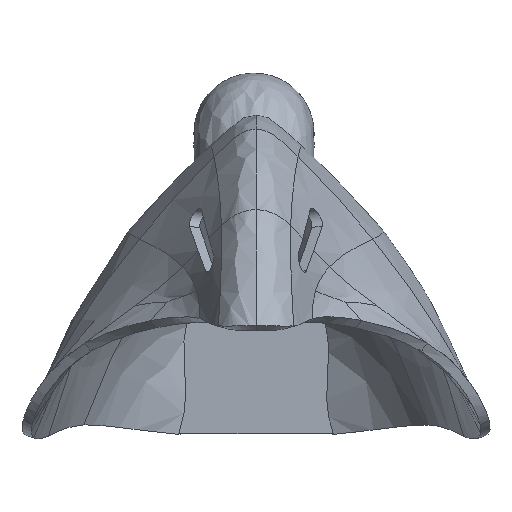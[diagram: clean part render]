
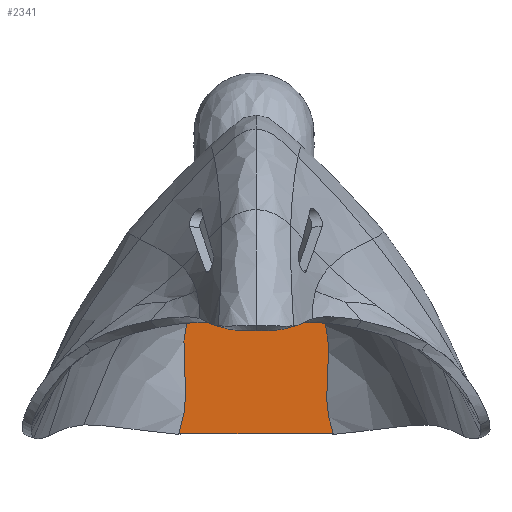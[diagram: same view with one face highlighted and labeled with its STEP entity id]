
A CAD part, top view. The second image highlights one B-rep face of the part: STEP entity #2341.
In plain terms, the highlighted planar face has unit normal (0, 0, 1).
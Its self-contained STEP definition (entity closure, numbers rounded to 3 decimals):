
#224=FACE_OUTER_BOUND('',#370,.T.);
#370=EDGE_LOOP('',(#1817,#1818,#1819,#1820,#1821,#1822,#1823));
#484=LINE('',#5106,#530);
#530=VECTOR('',#2602,10.);
#742=B_SPLINE_CURVE_WITH_KNOTS('',3,(#5315,#5316,#5317,#5318,#5319,#5320,
#5321,#5322),.UNSPECIFIED.,.F.,.F.,(4,2,2,4),(-2.779,-1.772,
-0.775,0.),.UNSPECIFIED.);
#743=B_SPLINE_CURVE_WITH_KNOTS('',3,(#5324,#5325,#5326,#5327,#5328,#5329,
#5330,#5331,#5332,#5333),.UNSPECIFIED.,.F.,.F.,(4,2,2,2,4),(-3.108,
-2.565,-2.069,-1.103,-0.02),
 .UNSPECIFIED.);
#744=B_SPLINE_CURVE_WITH_KNOTS('',3,(#5335,#5336,#5337,#5338,#5339,#5340),
 .UNSPECIFIED.,.F.,.F.,(4,2,4),(-1.57,-0.817,0.),
 .UNSPECIFIED.);
#745=B_SPLINE_CURVE_WITH_KNOTS('',3,(#5342,#5343,#5344,#5345,#5346,#5347),
 .UNSPECIFIED.,.F.,.F.,(4,2,4),(-0.877,-0.487,0.),
 .UNSPECIFIED.);
#746=B_SPLINE_CURVE_WITH_KNOTS('',3,(#5349,#5350,#5351,#5352,#5353,#5354),
 .UNSPECIFIED.,.F.,.F.,(4,2,4),(-0.546,-0.243,0.),
 .UNSPECIFIED.);
#747=B_SPLINE_CURVE_WITH_KNOTS('',3,(#5355,#5356,#5357,#5358,#5359,#5360),
 .UNSPECIFIED.,.F.,.F.,(4,2,4),(-1.492,-0.716,0.),
 .UNSPECIFIED.);
#1029=VERTEX_POINT('',#5082);
#1031=VERTEX_POINT('',#5101);
#1043=VERTEX_POINT('',#5314);
#1044=VERTEX_POINT('',#5323);
#1045=VERTEX_POINT('',#5334);
#1046=VERTEX_POINT('',#5341);
#1047=VERTEX_POINT('',#5348);
#1317=EDGE_CURVE('',#1029,#1031,#484,.T.);
#1336=EDGE_CURVE('',#1029,#1043,#742,.T.);
#1337=EDGE_CURVE('',#1044,#1031,#743,.T.);
#1338=EDGE_CURVE('',#1045,#1044,#744,.T.);
#1339=EDGE_CURVE('',#1046,#1045,#745,.T.);
#1340=EDGE_CURVE('',#1047,#1046,#746,.T.);
#1341=EDGE_CURVE('',#1043,#1047,#747,.T.);
#1817=ORIENTED_EDGE('',*,*,#1336,.F.);
#1818=ORIENTED_EDGE('',*,*,#1317,.T.);
#1819=ORIENTED_EDGE('',*,*,#1337,.F.);
#1820=ORIENTED_EDGE('',*,*,#1338,.F.);
#1821=ORIENTED_EDGE('',*,*,#1339,.F.);
#1822=ORIENTED_EDGE('',*,*,#1340,.F.);
#1823=ORIENTED_EDGE('',*,*,#1341,.F.);
#2282=PLANE('',#2483);
#2341=ADVANCED_FACE('',(#224),#2282,.T.);
#2483=AXIS2_PLACEMENT_3D('',#5313,#2607,#2608);
#2602=DIRECTION('',(1.,0.,0.));
#2607=DIRECTION('center_axis',(0.,0.,1.));
#2608=DIRECTION('ref_axis',(1.,0.,0.));
#5082=CARTESIAN_POINT('',(-18.557,-35.899,17.424));
#5101=CARTESIAN_POINT('',(19.17,-35.899,17.424));
#5106=CARTESIAN_POINT('',(19.541,-35.899,17.424));
#5313=CARTESIAN_POINT('Origin',(0.334,-12.576,17.424));
#5314=CARTESIAN_POINT('',(-15.602,-6.463,17.424));
#5315=CARTESIAN_POINT('Ctrl Pts',(-18.557,-35.899,17.424));
#5316=CARTESIAN_POINT('Ctrl Pts',(-17.006,-31.363,17.424));
#5317=CARTESIAN_POINT('Ctrl Pts',(-16.828,-27.488,17.424));
#5318=CARTESIAN_POINT('Ctrl Pts',(-17.11,-20.365,17.424));
#5319=CARTESIAN_POINT('Ctrl Pts',(-17.566,-17.152,17.424));
#5320=CARTESIAN_POINT('Ctrl Pts',(-17.2,-11.158,17.424));
#5321=CARTESIAN_POINT('Ctrl Pts',(-16.655,-8.824,17.424));
#5322=CARTESIAN_POINT('Ctrl Pts',(-15.602,-6.463,17.424));
#5323=CARTESIAN_POINT('',(16.215,-6.463,17.424));
#5324=CARTESIAN_POINT('Ctrl Pts',(16.215,-6.463,17.424));
#5325=CARTESIAN_POINT('Ctrl Pts',(16.915,-8.033,17.424));
#5326=CARTESIAN_POINT('Ctrl Pts',(17.406,-9.637,17.424));
#5327=CARTESIAN_POINT('Ctrl Pts',(17.96,-12.892,17.424));
#5328=CARTESIAN_POINT('Ctrl Pts',(18.041,-14.423,17.424));
#5329=CARTESIAN_POINT('Ctrl Pts',(17.983,-19.086,17.424));
#5330=CARTESIAN_POINT('Ctrl Pts',(17.564,-22.174,17.424));
#5331=CARTESIAN_POINT('Ctrl Pts',(17.521,-29.298,17.424));
#5332=CARTESIAN_POINT('Ctrl Pts',(18.007,-32.496,17.424));
#5333=CARTESIAN_POINT('Ctrl Pts',(19.17,-35.899,17.424));
#5334=CARTESIAN_POINT('',(6.558,6.438,17.424));
#5335=CARTESIAN_POINT('Ctrl Pts',(6.558,6.438,17.424));
#5336=CARTESIAN_POINT('Ctrl Pts',(8.324,4.835,17.424));
#5337=CARTESIAN_POINT('Ctrl Pts',(10.181,2.743,17.424));
#5338=CARTESIAN_POINT('Ctrl Pts',(13.403,-1.418,17.424));
#5339=CARTESIAN_POINT('Ctrl Pts',(15.105,-3.976,17.424));
#5340=CARTESIAN_POINT('Ctrl Pts',(16.215,-6.463,17.424));
#5341=CARTESIAN_POINT('',(0.306,9.373,17.424));
#5342=CARTESIAN_POINT('Ctrl Pts',(0.306,9.373,17.424));
#5343=CARTESIAN_POINT('Ctrl Pts',(1.116,9.373,17.424));
#5344=CARTESIAN_POINT('Ctrl Pts',(1.908,9.33,17.424));
#5345=CARTESIAN_POINT('Ctrl Pts',(4.122,8.454,17.424));
#5346=CARTESIAN_POINT('Ctrl Pts',(5.357,7.528,17.424));
#5347=CARTESIAN_POINT('Ctrl Pts',(6.558,6.438,17.424));
#5348=CARTESIAN_POINT('',(-5.945,6.438,17.424));
#5349=CARTESIAN_POINT('Ctrl Pts',(-5.945,6.438,17.424));
#5350=CARTESIAN_POINT('Ctrl Pts',(-4.744,7.528,17.424));
#5351=CARTESIAN_POINT('Ctrl Pts',(-3.51,8.454,17.424));
#5352=CARTESIAN_POINT('Ctrl Pts',(-1.295,9.33,17.424));
#5353=CARTESIAN_POINT('Ctrl Pts',(-0.503,9.373,17.424));
#5354=CARTESIAN_POINT('Ctrl Pts',(0.306,9.373,17.424));
#5355=CARTESIAN_POINT('Ctrl Pts',(-15.602,-6.463,17.424));
#5356=CARTESIAN_POINT('Ctrl Pts',(-14.493,-3.976,17.424));
#5357=CARTESIAN_POINT('Ctrl Pts',(-12.791,-1.418,17.424));
#5358=CARTESIAN_POINT('Ctrl Pts',(-9.568,2.743,17.424));
#5359=CARTESIAN_POINT('Ctrl Pts',(-7.712,4.835,17.424));
#5360=CARTESIAN_POINT('Ctrl Pts',(-5.945,6.438,17.424));
